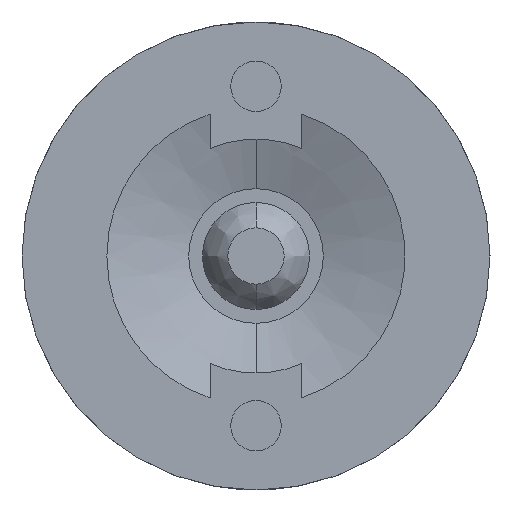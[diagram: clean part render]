
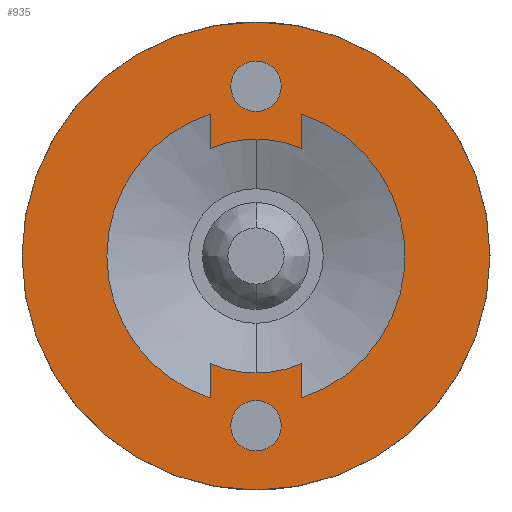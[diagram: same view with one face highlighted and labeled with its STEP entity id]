
A CAD part, front view. The second image highlights one B-rep face of the part: STEP entity #935.
In plain terms, the highlighted planar face has unit normal (0, -1, 0).
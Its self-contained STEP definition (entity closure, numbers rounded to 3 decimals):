
#5 = CARTESIAN_POINT ( 'NONE',  ( -10., -95., 0. ) ) ;
#11 = AXIS2_PLACEMENT_3D ( 'NONE', #575, #2154, #603 ) ;
#48 = AXIS2_PLACEMENT_3D ( 'NONE', #1186, #1236, #1802 ) ;
#62 = VERTEX_POINT ( 'NONE', #2406 ) ;
#82 = DIRECTION ( 'NONE',  ( 0., 0., -1. ) ) ;
#102 = CARTESIAN_POINT ( 'NONE',  ( -32.5, -95., 0. ) ) ;
#109 = ORIENTED_EDGE ( 'NONE', *, *, #2485, .F. ) ;
#137 = CIRCLE ( 'NONE', #1342, 25.5 ) ;
#190 = EDGE_CURVE ( 'NONE', #641, #773, #253, .T. ) ;
#199 = CARTESIAN_POINT ( 'NONE',  ( -10., -95., 30.923 ) ) ;
#253 = CIRCLE ( 'NONE', #2540, 51. ) ;
#275 = DIRECTION ( 'NONE',  ( 0., 0., -1. ) ) ;
#293 = CIRCLE ( 'NONE', #1705, 32.5 ) ;
#329 = CARTESIAN_POINT ( 'NONE',  ( 0., -95., 0. ) ) ;
#347 = CIRCLE ( 'NONE', #1814, 32.5 ) ;
#372 = ORIENTED_EDGE ( 'NONE', *, *, #1996, .F. ) ;
#397 = CARTESIAN_POINT ( 'NONE',  ( 0., -95., 0. ) ) ;
#406 = CARTESIAN_POINT ( 'NONE',  ( 0., -95., -37. ) ) ;
#430 = CARTESIAN_POINT ( 'NONE',  ( -10., -95., -23.457 ) ) ;
#433 = EDGE_LOOP ( 'NONE', ( #372, #1864, #2116, #662, #2416, #2200, #2534, #2292, #730, #1599 ) ) ;
#437 = EDGE_CURVE ( 'NONE', #62, #1256, #488, .T. ) ;
#438 = DIRECTION ( 'NONE',  ( 0., 0., 1. ) ) ;
#488 = CIRCLE ( 'NONE', #1210, 5.5 ) ;
#518 = DIRECTION ( 'NONE',  ( -1., 0., 0. ) ) ;
#528 = CARTESIAN_POINT ( 'NONE',  ( 0., -95., 0. ) ) ;
#540 = DIRECTION ( 'NONE',  ( 0., -1., 0. ) ) ;
#572 = CARTESIAN_POINT ( 'NONE',  ( 0., -95., 37. ) ) ;
#573 = CARTESIAN_POINT ( 'NONE',  ( 0., -95., 31.5 ) ) ;
#574 = ORIENTED_EDGE ( 'NONE', *, *, #2176, .F. ) ;
#575 = CARTESIAN_POINT ( 'NONE',  ( 0., -95., 0. ) ) ;
#590 = CARTESIAN_POINT ( 'NONE',  ( 10., -95., 30.923 ) ) ;
#603 = DIRECTION ( 'NONE',  ( 0., 0., -1. ) ) ;
#621 = DIRECTION ( 'NONE',  ( 0., -1., 0. ) ) ;
#637 = CIRCLE ( 'NONE', #2267, 51. ) ;
#641 = VERTEX_POINT ( 'NONE', #1317 ) ;
#655 = ORIENTED_EDGE ( 'NONE', *, *, #1865, .T. ) ;
#662 = ORIENTED_EDGE ( 'NONE', *, *, #2124, .F. ) ;
#704 = CARTESIAN_POINT ( 'NONE',  ( 0., -95., -42.5 ) ) ;
#722 = EDGE_CURVE ( 'NONE', #1365, #1038, #840, .T. ) ;
#730 = ORIENTED_EDGE ( 'NONE', *, *, #722, .F. ) ;
#764 = VECTOR ( 'NONE', #438, 1000. ) ;
#773 = VERTEX_POINT ( 'NONE', #2371 ) ;
#832 = CARTESIAN_POINT ( 'NONE',  ( 10., -95., -23.457 ) ) ;
#840 = CIRCLE ( 'NONE', #2467, 32.5 ) ;
#866 = DIRECTION ( 'NONE',  ( 0., -1., 0. ) ) ;
#875 = CARTESIAN_POINT ( 'NONE',  ( -10., -95., 23.457 ) ) ;
#906 = VERTEX_POINT ( 'NONE', #2039 ) ;
#908 = CARTESIAN_POINT ( 'NONE',  ( 10., -95., 0. ) ) ;
#921 = DIRECTION ( 'NONE',  ( 0., -1., 0. ) ) ;
#928 = DIRECTION ( 'NONE',  ( 0., -1., 0. ) ) ;
#935 = ADVANCED_FACE ( 'NONE', ( #2226, #1101, #1519, #1912 ), #1940, .F. ) ;
#1005 = AXIS2_PLACEMENT_3D ( 'NONE', #1493, #1690, #1328 ) ;
#1019 = CIRCLE ( 'NONE', #1188, 5.5 ) ;
#1020 = DIRECTION ( 'NONE',  ( 0., 0., -1. ) ) ;
#1032 = EDGE_CURVE ( 'NONE', #906, #1908, #293, .T. ) ;
#1038 = VERTEX_POINT ( 'NONE', #102 ) ;
#1046 = DIRECTION ( 'NONE',  ( -1., 0., 0. ) ) ;
#1061 = EDGE_CURVE ( 'NONE', #1908, #1353, #1710, .T. ) ;
#1096 = CIRCLE ( 'NONE', #11, 25.5 ) ;
#1101 = FACE_BOUND ( 'NONE', #1487, .T. ) ;
#1135 = VERTEX_POINT ( 'NONE', #832 ) ;
#1142 = CIRCLE ( 'NONE', #2113, 5.5 ) ;
#1148 = DIRECTION ( 'NONE',  ( 0., 0., 1. ) ) ;
#1186 = CARTESIAN_POINT ( 'NONE',  ( 0., -95., -37. ) ) ;
#1188 = AXIS2_PLACEMENT_3D ( 'NONE', #406, #540, #1148 ) ;
#1210 = AXIS2_PLACEMENT_3D ( 'NONE', #572, #1605, #2414 ) ;
#1229 = VECTOR ( 'NONE', #82, 1000. ) ;
#1236 = DIRECTION ( 'NONE',  ( 0., -1., 0. ) ) ;
#1250 = LINE ( 'NONE', #5, #764 ) ;
#1256 = VERTEX_POINT ( 'NONE', #573 ) ;
#1282 = DIRECTION ( 'NONE',  ( 0., -1., 0. ) ) ;
#1293 = ORIENTED_EDGE ( 'NONE', *, *, #437, .F. ) ;
#1303 = CARTESIAN_POINT ( 'NONE',  ( 0., -95., 0. ) ) ;
#1304 = ORIENTED_EDGE ( 'NONE', *, *, #190, .T. ) ;
#1317 = CARTESIAN_POINT ( 'NONE',  ( 51., -95., 0. ) ) ;
#1328 = DIRECTION ( 'NONE',  ( 0., 0., -1. ) ) ;
#1333 = DIRECTION ( 'NONE',  ( 0., 0., 1. ) ) ;
#1337 = CIRCLE ( 'NONE', #48, 5.5 ) ;
#1342 = AXIS2_PLACEMENT_3D ( 'NONE', #2188, #621, #1020 ) ;
#1348 = CARTESIAN_POINT ( 'NONE',  ( -10., -95., -30.923 ) ) ;
#1353 = VERTEX_POINT ( 'NONE', #2003 ) ;
#1365 = VERTEX_POINT ( 'NONE', #199 ) ;
#1487 = EDGE_LOOP ( 'NONE', ( #2510, #574 ) ) ;
#1493 = CARTESIAN_POINT ( 'NONE',  ( 53.084, -95., 53.04 ) ) ;
#1494 = VERTEX_POINT ( 'NONE', #1348 ) ;
#1519 = FACE_BOUND ( 'NONE', #433, .T. ) ;
#1539 = DIRECTION ( 'NONE',  ( 0., -1., 0. ) ) ;
#1557 = VECTOR ( 'NONE', #1333, 1000. ) ;
#1599 = ORIENTED_EDGE ( 'NONE', *, *, #2223, .F. ) ;
#1605 = DIRECTION ( 'NONE',  ( 0., -1., 0. ) ) ;
#1616 = CARTESIAN_POINT ( 'NONE',  ( 0., -95., 0. ) ) ;
#1640 = CIRCLE ( 'NONE', #1984, 25.5 ) ;
#1674 = CARTESIAN_POINT ( 'NONE',  ( 0., -95., 0. ) ) ;
#1686 = EDGE_CURVE ( 'NONE', #1979, #2442, #1337, .T. ) ;
#1690 = DIRECTION ( 'NONE',  ( 0., 1., 0. ) ) ;
#1705 = AXIS2_PLACEMENT_3D ( 'NONE', #1303, #921, #2144 ) ;
#1710 = LINE ( 'NONE', #908, #1970 ) ;
#1722 = EDGE_LOOP ( 'NONE', ( #109, #1293 ) ) ;
#1750 = EDGE_CURVE ( 'NONE', #1038, #1494, #347, .T. ) ;
#1783 = DIRECTION ( 'NONE',  ( -1., 0., 0. ) ) ;
#1802 = DIRECTION ( 'NONE',  ( 0., 0., 1. ) ) ;
#1814 = AXIS2_PLACEMENT_3D ( 'NONE', #528, #1539, #518 ) ;
#1820 = DIRECTION ( 'NONE',  ( 0., -1., 0. ) ) ;
#1858 = EDGE_LOOP ( 'NONE', ( #655, #1304 ) ) ;
#1864 = ORIENTED_EDGE ( 'NONE', *, *, #1061, .F. ) ;
#1865 = EDGE_CURVE ( 'NONE', #773, #641, #637, .T. ) ;
#1883 = EDGE_CURVE ( 'NONE', #2057, #2387, #1096, .T. ) ;
#1908 = VERTEX_POINT ( 'NONE', #590 ) ;
#1912 = FACE_OUTER_BOUND ( 'NONE', #1858, .T. ) ;
#1940 = PLANE ( 'NONE',  #1005 ) ;
#1959 = DIRECTION ( 'NONE',  ( -1., 0., 0. ) ) ;
#1970 = VECTOR ( 'NONE', #2513, 1000. ) ;
#1979 = VERTEX_POINT ( 'NONE', #2168 ) ;
#1982 = DIRECTION ( 'NONE',  ( 0., -1., 0. ) ) ;
#1984 = AXIS2_PLACEMENT_3D ( 'NONE', #397, #1982, #1783 ) ;
#1996 = EDGE_CURVE ( 'NONE', #1353, #2490, #1640, .T. ) ;
#2002 = CARTESIAN_POINT ( 'NONE',  ( 0., -95., -25.5 ) ) ;
#2003 = CARTESIAN_POINT ( 'NONE',  ( 10., -95., 23.457 ) ) ;
#2039 = CARTESIAN_POINT ( 'NONE',  ( 10., -95., -30.923 ) ) ;
#2057 = VERTEX_POINT ( 'NONE', #430 ) ;
#2113 = AXIS2_PLACEMENT_3D ( 'NONE', #2518, #1282, #275 ) ;
#2116 = ORIENTED_EDGE ( 'NONE', *, *, #1032, .F. ) ;
#2122 = LINE ( 'NONE', #2274, #1229 ) ;
#2124 = EDGE_CURVE ( 'NONE', #1135, #906, #2122, .T. ) ;
#2144 = DIRECTION ( 'NONE',  ( -1., 0., 0. ) ) ;
#2150 = CARTESIAN_POINT ( 'NONE',  ( -10., -95., 0. ) ) ;
#2154 = DIRECTION ( 'NONE',  ( 0., -1., 0. ) ) ;
#2168 = CARTESIAN_POINT ( 'NONE',  ( 0., -95., -31.5 ) ) ;
#2176 = EDGE_CURVE ( 'NONE', #2442, #1979, #1019, .T. ) ;
#2188 = CARTESIAN_POINT ( 'NONE',  ( 0., -95., 0. ) ) ;
#2200 = ORIENTED_EDGE ( 'NONE', *, *, #1883, .F. ) ;
#2203 = LINE ( 'NONE', #2150, #1557 ) ;
#2223 = EDGE_CURVE ( 'NONE', #2490, #1365, #2203, .T. ) ;
#2226 = FACE_BOUND ( 'NONE', #1722, .T. ) ;
#2267 = AXIS2_PLACEMENT_3D ( 'NONE', #329, #928, #2524 ) ;
#2274 = CARTESIAN_POINT ( 'NONE',  ( 10., -95., 0. ) ) ;
#2292 = ORIENTED_EDGE ( 'NONE', *, *, #1750, .F. ) ;
#2315 = EDGE_CURVE ( 'NONE', #2387, #1135, #137, .T. ) ;
#2371 = CARTESIAN_POINT ( 'NONE',  ( -51., -95., 0. ) ) ;
#2380 = EDGE_CURVE ( 'NONE', #1494, #2057, #1250, .T. ) ;
#2387 = VERTEX_POINT ( 'NONE', #2002 ) ;
#2406 = CARTESIAN_POINT ( 'NONE',  ( 0., -95., 42.5 ) ) ;
#2414 = DIRECTION ( 'NONE',  ( 0., 0., -1. ) ) ;
#2416 = ORIENTED_EDGE ( 'NONE', *, *, #2315, .F. ) ;
#2442 = VERTEX_POINT ( 'NONE', #704 ) ;
#2467 = AXIS2_PLACEMENT_3D ( 'NONE', #1616, #1820, #1959 ) ;
#2485 = EDGE_CURVE ( 'NONE', #1256, #62, #1142, .T. ) ;
#2490 = VERTEX_POINT ( 'NONE', #875 ) ;
#2510 = ORIENTED_EDGE ( 'NONE', *, *, #1686, .F. ) ;
#2513 = DIRECTION ( 'NONE',  ( 0., 0., -1. ) ) ;
#2518 = CARTESIAN_POINT ( 'NONE',  ( 0., -95., 37. ) ) ;
#2524 = DIRECTION ( 'NONE',  ( -1., 0., 0. ) ) ;
#2534 = ORIENTED_EDGE ( 'NONE', *, *, #2380, .F. ) ;
#2540 = AXIS2_PLACEMENT_3D ( 'NONE', #1674, #866, #1046 ) ;
